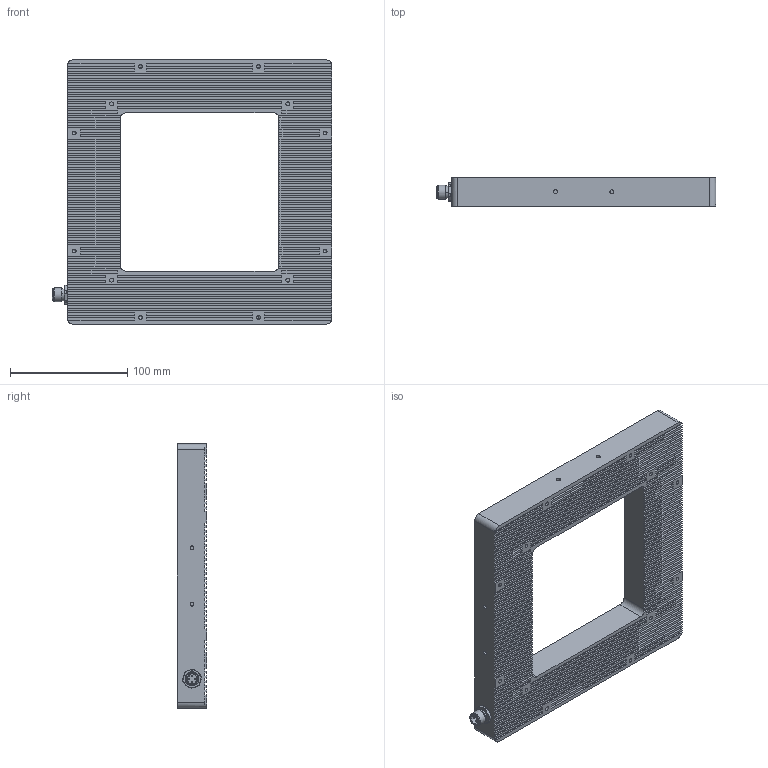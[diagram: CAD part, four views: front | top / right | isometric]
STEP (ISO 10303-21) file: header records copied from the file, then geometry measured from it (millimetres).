
FILE_DESCRIPTION (( 'STEP AP214' ), '1' );
FILE_NAME ('RD2ZD5CY.STEP', '2025-02-25T20:43:30', ( '' ), ( '' ), 'SwSTEP 2.0', 'SolidWorks 2024', '' );
FILE_SCHEMA (( 'AUTOMOTIVE_DESIGN' ));
Length unit declared in the file: millimetre
Products named in the file (1): RD2ZD5CY
Bounding box: 238.1 x 25 x 225 mm (x, y, z)
Volume: 766576.4 mm3; surface area: 145055.1 mm2
Topology: 1 solids, 95 shells, 3276 faces, 8372 edges, 5250 vertices
Faces by surface type: cylinder 1729, cone 766, plane 670, torus 94, bspline 9, sphere 8
Full cylindrical faces by diameter (mm): 11.91 x1
Entity records: 115759 total; most frequent: CARTESIAN_POINT 39057, ORIENTED_EDGE 16522, DIRECTION 15289, EDGE_CURVE 8261, AXIS2_PLACEMENT_3D 5844, VERTEX_POINT 5245, LINE 3601, VECTOR 3601
